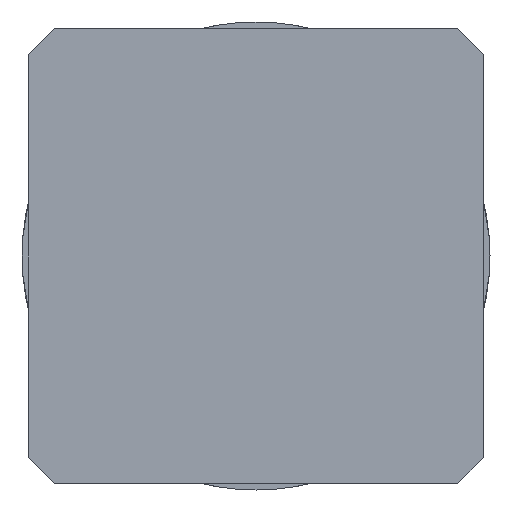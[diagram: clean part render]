
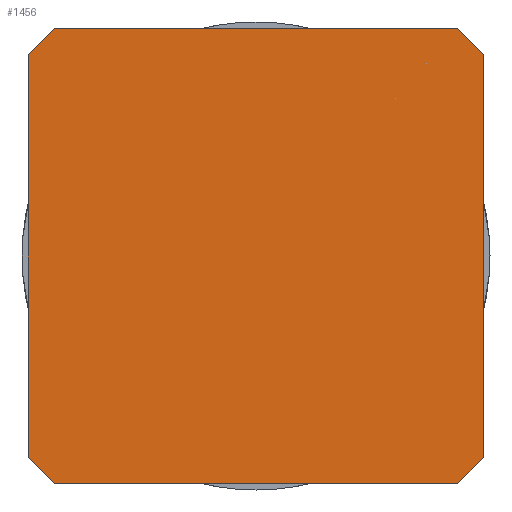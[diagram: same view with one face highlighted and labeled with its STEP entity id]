
A CAD part, front view. The second image highlights one B-rep face of the part: STEP entity #1456.
In plain terms, the highlighted planar face has unit normal (0, -1, 0).
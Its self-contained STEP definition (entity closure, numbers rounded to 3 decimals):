
#50 = VECTOR ( 'NONE', #335, 1000. ) ;
#60 = CARTESIAN_POINT ( 'NONE',  ( 17.5, 0., 15.5 ) ) ;
#61 = VECTOR ( 'NONE', #424, 1000. ) ;
#73 = VERTEX_POINT ( 'NONE', #202 ) ;
#126 = EDGE_CURVE ( 'NONE', #206, #73, #1193, .T. ) ;
#127 = VERTEX_POINT ( 'NONE', #179 ) ;
#151 = VERTEX_POINT ( 'NONE', #1434 ) ;
#153 = EDGE_CURVE ( 'NONE', #151, #561, #1329, .T. ) ;
#164 = FACE_OUTER_BOUND ( 'NONE', #354, .T. ) ;
#179 = CARTESIAN_POINT ( 'NONE',  ( -17.5, 0., 15.5 ) ) ;
#187 = VECTOR ( 'NONE', #241, 1000. ) ;
#202 = CARTESIAN_POINT ( 'NONE',  ( 17.5, 0., -15.5 ) ) ;
#206 = VERTEX_POINT ( 'NONE', #1461 ) ;
#227 = ORIENTED_EDGE ( 'NONE', *, *, #738, .F. ) ;
#241 = DIRECTION ( 'NONE',  ( -0.707, 0., -0.707 ) ) ;
#254 = ORIENTED_EDGE ( 'NONE', *, *, #437, .T. ) ;
#260 = DIRECTION ( 'NONE',  ( 0., 0., 1. ) ) ;
#309 = DIRECTION ( 'NONE',  ( 0.707, 0., -0.707 ) ) ;
#316 = CARTESIAN_POINT ( 'NONE',  ( -17.5, 0., -15.5 ) ) ;
#318 = LINE ( 'NONE', #1429, #61 ) ;
#335 = DIRECTION ( 'NONE',  ( 0., 0., 1. ) ) ;
#354 = EDGE_LOOP ( 'NONE', ( #227, #667, #1405, #969, #525, #254, #1303, #1265 ) ) ;
#424 = DIRECTION ( 'NONE',  ( -1., 0., 0. ) ) ;
#425 = CARTESIAN_POINT ( 'NONE',  ( -17.5, 0., -17.5 ) ) ;
#437 = EDGE_CURVE ( 'NONE', #516, #127, #476, .T. ) ;
#444 = LINE ( 'NONE', #425, #50 ) ;
#454 = LINE ( 'NONE', #1264, #816 ) ;
#476 = LINE ( 'NONE', #1268, #187 ) ;
#516 = VERTEX_POINT ( 'NONE', #649 ) ;
#525 = ORIENTED_EDGE ( 'NONE', *, *, #1349, .F. ) ;
#540 = VERTEX_POINT ( 'NONE', #60 ) ;
#561 = VERTEX_POINT ( 'NONE', #968 ) ;
#572 = DIRECTION ( 'NONE',  ( 1., 0., 0. ) ) ;
#577 = VECTOR ( 'NONE', #309, 1000. ) ;
#639 = DIRECTION ( 'NONE',  ( -0.707, 0., 0.707 ) ) ;
#649 = CARTESIAN_POINT ( 'NONE',  ( -15.5, 0., 17.5 ) ) ;
#667 = ORIENTED_EDGE ( 'NONE', *, *, #126, .T. ) ;
#704 = VECTOR ( 'NONE', #639, 1000. ) ;
#730 = LINE ( 'NONE', #1156, #978 ) ;
#736 = VERTEX_POINT ( 'NONE', #986 ) ;
#738 = EDGE_CURVE ( 'NONE', #206, #561, #318, .T. ) ;
#753 = CARTESIAN_POINT ( 'NONE',  ( 15.5, 0., -17.5 ) ) ;
#816 = VECTOR ( 'NONE', #572, 1000. ) ;
#824 = CARTESIAN_POINT ( 'NONE',  ( 0., 0., 0. ) ) ;
#830 = CARTESIAN_POINT ( 'NONE',  ( 17.5, 0., 15.5 ) ) ;
#843 = PLANE ( 'NONE',  #937 ) ;
#931 = EDGE_CURVE ( 'NONE', #540, #73, #730, .T. ) ;
#937 = AXIS2_PLACEMENT_3D ( 'NONE', #824, #1302, #260 ) ;
#968 = CARTESIAN_POINT ( 'NONE',  ( -15.5, 0., -17.5 ) ) ;
#969 = ORIENTED_EDGE ( 'NONE', *, *, #982, .T. ) ;
#978 = VECTOR ( 'NONE', #1077, 1000. ) ;
#982 = EDGE_CURVE ( 'NONE', #540, #736, #1390, .T. ) ;
#986 = CARTESIAN_POINT ( 'NONE',  ( 15.5, 0., 17.5 ) ) ;
#1077 = DIRECTION ( 'NONE',  ( 0., 0., -1. ) ) ;
#1131 = EDGE_CURVE ( 'NONE', #151, #127, #444, .T. ) ;
#1156 = CARTESIAN_POINT ( 'NONE',  ( 17.5, 0., -17.5 ) ) ;
#1193 = LINE ( 'NONE', #753, #1242 ) ;
#1204 = DIRECTION ( 'NONE',  ( 0.707, 0., 0.707 ) ) ;
#1242 = VECTOR ( 'NONE', #1204, 1000. ) ;
#1264 = CARTESIAN_POINT ( 'NONE',  ( -17.5, 0., 17.5 ) ) ;
#1265 = ORIENTED_EDGE ( 'NONE', *, *, #153, .T. ) ;
#1268 = CARTESIAN_POINT ( 'NONE',  ( -15.5, 0., 17.5 ) ) ;
#1302 = DIRECTION ( 'NONE',  ( 0., 1., 0. ) ) ;
#1303 = ORIENTED_EDGE ( 'NONE', *, *, #1131, .F. ) ;
#1329 = LINE ( 'NONE', #316, #577 ) ;
#1349 = EDGE_CURVE ( 'NONE', #516, #736, #454, .T. ) ;
#1390 = LINE ( 'NONE', #830, #704 ) ;
#1405 = ORIENTED_EDGE ( 'NONE', *, *, #931, .F. ) ;
#1429 = CARTESIAN_POINT ( 'NONE',  ( -17.5, 0., -17.5 ) ) ;
#1434 = CARTESIAN_POINT ( 'NONE',  ( -17.5, 0., -15.5 ) ) ;
#1456 = ADVANCED_FACE ( 'NONE', ( #164 ), #843, .F. ) ;
#1461 = CARTESIAN_POINT ( 'NONE',  ( 15.5, 0., -17.5 ) ) ;
